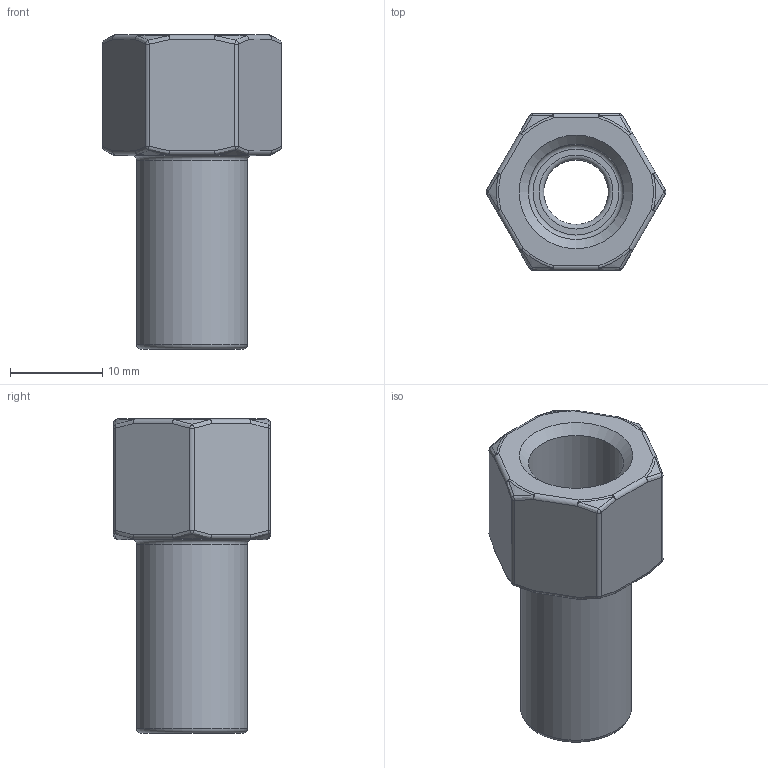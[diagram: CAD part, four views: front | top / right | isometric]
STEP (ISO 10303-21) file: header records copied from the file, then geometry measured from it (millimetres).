
FILE_DESCRIPTION(/* description */ (''),/* implementation_level */ '2;1');
FILE_NAME(/* name */ '1-4x11.stp',/* time_stamp */ '2024-04-11T16:01:14+08:00',/* author */ (''),/* organization */ (''),/* preprocessor_version */ 'ST-DEVELOPER v16',/* originating_system */ 'SIEMENS PLM Software NX 11.0',/* authorisation */ '');
FILE_SCHEMA (('AUTOMOTIVE_DESIGN { 1 0 10303 214 3 1 1 1 }'));
Length unit declared in the file: millimetre
Products named in the file (1): 1-4x11
Bounding box: 19.48 x 17 x 34 mm (x, y, z)
Volume: 3838 mm3; surface area: 2748.8 mm2
Topology: 1 solids, 1 shells, 120 faces, 273 edges, 123 vertices
Faces by surface type: sphere 36, bspline 24, cylinder 21, torus 16, cone 13, plane 10
Full cylindrical faces by diameter (mm): 7 x1, 10.3 x1, 12 x1
Entity records: 3274 total; most frequent: CARTESIAN_POINT 947, DIRECTION 516, ORIENTED_EDGE 454, AXIS2_PLACEMENT_3D 240, EDGE_CURVE 227, CIRCLE 143, EDGE_LOOP 132, ADVANCED_FACE 120
